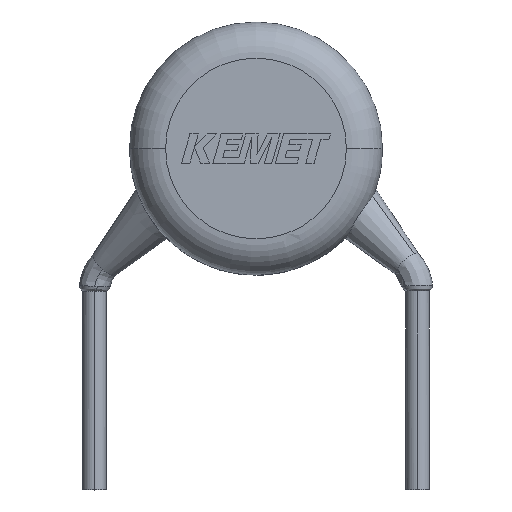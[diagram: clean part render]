
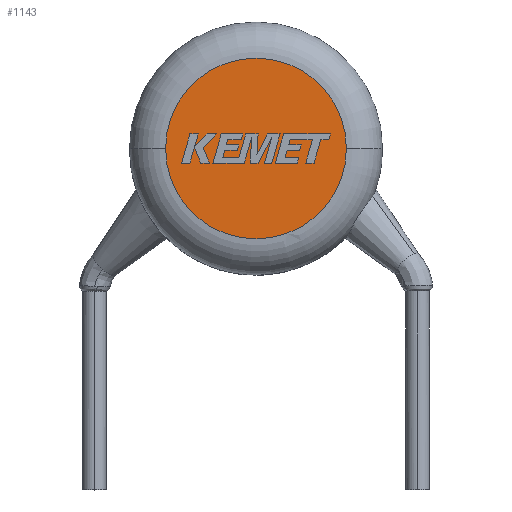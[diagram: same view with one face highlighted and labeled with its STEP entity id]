
A CAD part, top view. The second image highlights one B-rep face of the part: STEP entity #1143.
In plain terms, the highlighted planar face has unit normal (0, 0, 1).
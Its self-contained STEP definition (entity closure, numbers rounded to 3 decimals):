
#153 = CIRCLE ( 'NONE', #3377, 2.5 ) ;
#365 = FACE_OUTER_BOUND ( 'NONE', #3102, .T. ) ;
#492 = DIRECTION ( 'NONE',  ( 1., 0., 0. ) ) ;
#696 = VERTEX_POINT ( 'NONE', #3664 ) ;
#744 = CARTESIAN_POINT ( 'NONE',  ( 0., 0., 5.5 ) ) ;
#812 = AXIS2_PLACEMENT_3D ( 'NONE', #2452, #3455, #492 ) ;
#880 = CIRCLE ( 'NONE', #1487, 2.5 ) ;
#957 = VERTEX_POINT ( 'NONE', #3034 ) ;
#1071 = DIRECTION ( 'NONE',  ( 0., 0., 1. ) ) ;
#1143 = ADVANCED_FACE ( 'NONE', ( #365 ), #3469, .T. ) ;
#1387 = DIRECTION ( 'NONE',  ( 1., 0., 0. ) ) ;
#1451 = ORIENTED_EDGE ( 'NONE', *, *, #3765, .T. ) ;
#1487 = AXIS2_PLACEMENT_3D ( 'NONE', #4057, #1071, #3726 ) ;
#2452 = CARTESIAN_POINT ( 'NONE',  ( 0., 0., 5.5 ) ) ;
#2511 = ORIENTED_EDGE ( 'NONE', *, *, #3072, .T. ) ;
#3034 = CARTESIAN_POINT ( 'NONE',  ( 2.5, 0., 5.5 ) ) ;
#3072 = EDGE_CURVE ( 'NONE', #696, #957, #880, .T. ) ;
#3102 = EDGE_LOOP ( 'NONE', ( #1451, #2511 ) ) ;
#3377 = AXIS2_PLACEMENT_3D ( 'NONE', #744, #3391, #1387 ) ;
#3391 = DIRECTION ( 'NONE',  ( 0., 0., 1. ) ) ;
#3455 = DIRECTION ( 'NONE',  ( 0., 0., 1. ) ) ;
#3469 = PLANE ( 'NONE',  #812 ) ;
#3664 = CARTESIAN_POINT ( 'NONE',  ( -2.5, 0., 5.5 ) ) ;
#3726 = DIRECTION ( 'NONE',  ( 1., 0., 0. ) ) ;
#3765 = EDGE_CURVE ( 'NONE', #957, #696, #153, .T. ) ;
#4057 = CARTESIAN_POINT ( 'NONE',  ( 0., 0., 5.5 ) ) ;
